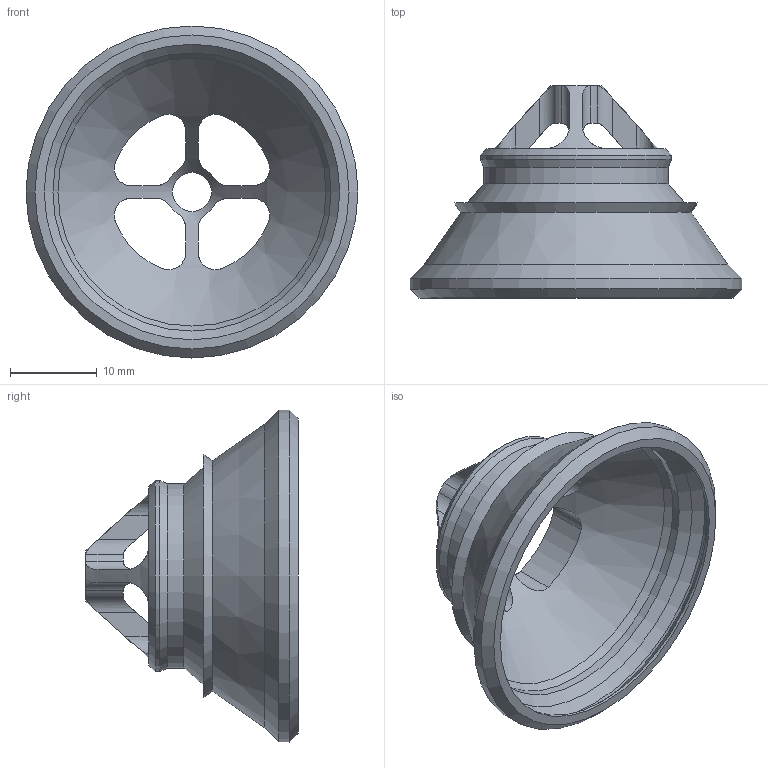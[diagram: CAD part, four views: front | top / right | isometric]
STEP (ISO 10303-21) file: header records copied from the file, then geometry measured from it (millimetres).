
FILE_DESCRIPTION(/* description */ (''),/* implementation_level */ '2;1');
FILE_NAME(/* name */ 'Nemo Tensor Insulated Valve Addapter.step',/* time_stamp */ '2022-08-09T08:20:08-07:00',/* author */ (''),/* organization */ (''),/* preprocessor_version */ 'ST-DEVELOPER v19',/* originating_system */ 'Autodesk Translation Framework v11.7.0.108',/* authorisation */ '');
FILE_SCHEMA (('AUTOMOTIVE_DESIGN { 1 0 10303 214 3 1 1 }'));
Length unit declared in the file: millimetre
Products named in the file (1): Nemo Tensor Insulated Valve Addapter
Bounding box: 38.2 x 24.44 x 38.2 mm (x, y, z)
Volume: 2155.1 mm3; surface area: 4384.6 mm2
Topology: 1 solids, 1 shells, 60 faces, 149 edges, 89 vertices
Faces by surface type: cylinder 31, cone 16, plane 12, torus 1
Full cylindrical faces by diameter (mm): 4.5 x1, 21.2 x1, 22 x1, 32 x1, 34 x1, 36.2 x1, 38.2 x1
Entity records: 2063 total; most frequent: CARTESIAN_POINT 659, ORIENTED_EDGE 298, DIRECTION 273, EDGE_CURVE 149, AXIS2_PLACEMENT_3D 111, VERTEX_POINT 89, EDGE_LOOP 68, FACE_OUTER_BOUND 60
